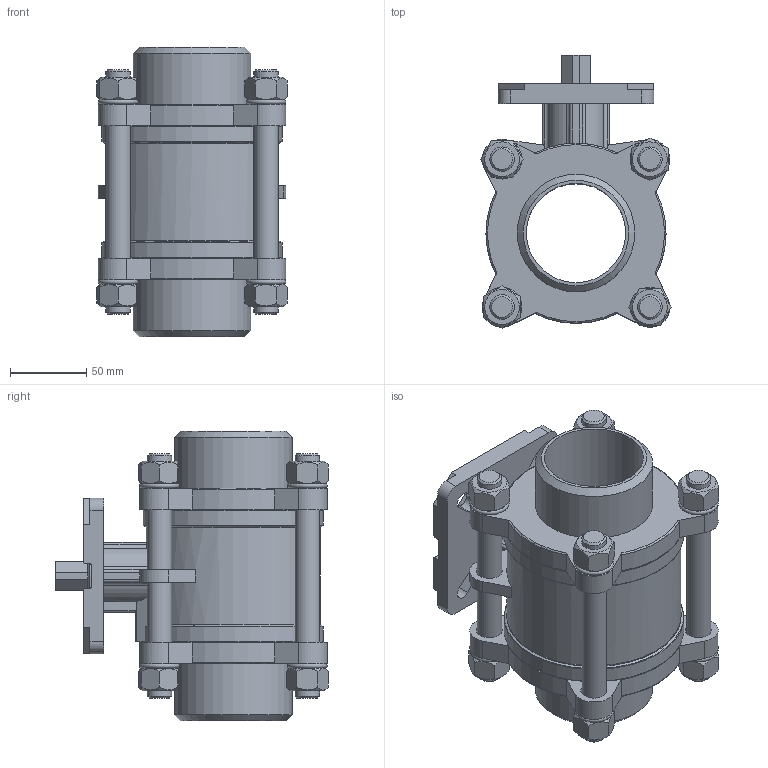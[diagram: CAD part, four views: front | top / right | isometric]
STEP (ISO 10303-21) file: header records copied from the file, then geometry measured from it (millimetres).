
FILE_DESCRIPTION(/* description */ ('STEP AP214'),/* implementation_level */ '2;1');
FILE_NAME(/* name */ '1686702_VZBA-21_2-WW-63-T-22-F0710-V4V4T',/* time_stamp */ '2024-09-17T09:43:08+02:00',/* author */ ('License CC BY-ND 4.0'),/* organization */ ('CADENAS'),/* preprocessor_version */ 'ST-DEVELOPER v19.3',/* originating_system */ 'PARTsolutions',/* authorisation */ ' ');
FILE_SCHEMA (('AUTOMOTIVE_DESIGN {1 0 10303 214 3 1 1}'));
Length unit declared in the file: millimetre
Products named in the file (1): 1686702 VZBA-21/2''-WW-63-T-22-F0710-V4V4T
Bounding box: 124.59 x 178.79 x 190 mm (x, y, z)
Volume: 1298806.6 mm3; surface area: 203726.1 mm2
Topology: 1 solids, 1 shells, 303 faces, 768 edges, 499 vertices
Faces by surface type: plane 161, cylinder 87, cone 35, torus 20
Full cylindrical faces by diameter (mm): 16 x12, 17 x10, 23.5 x1, 65 x1, 77 x2, 114 x1, 118 x1
Entity records: 9256 total; most frequent: CARTESIAN_POINT 2331, ORIENTED_EDGE 1368, DIRECTION 1368, EDGE_CURVE 684, AXIS2_PLACEMENT_3D 526, VERTEX_POINT 485, EDGE_LOOP 427, FACE_BOUND 427
